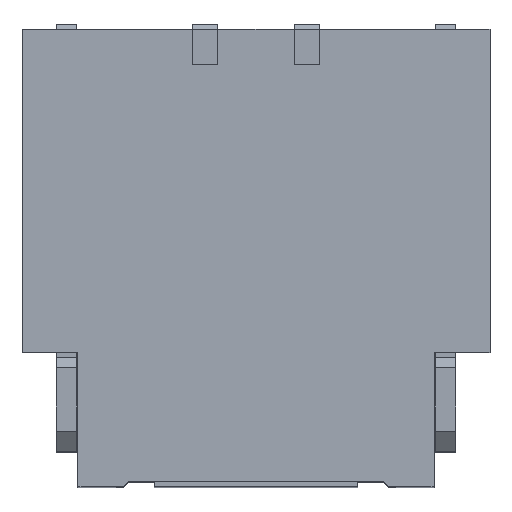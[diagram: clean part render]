
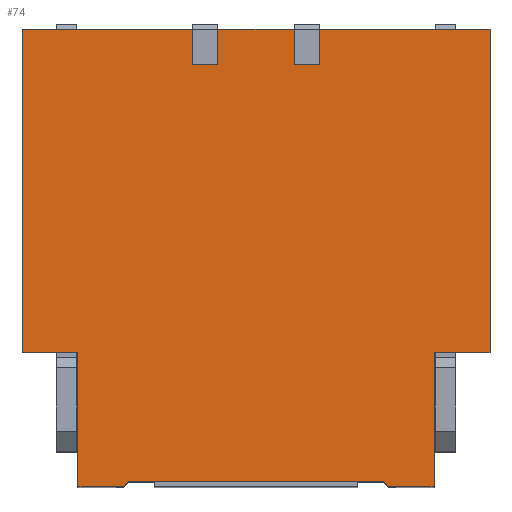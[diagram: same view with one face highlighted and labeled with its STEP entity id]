
A CAD part, top view. The second image highlights one B-rep face of the part: STEP entity #74.
In plain terms, the highlighted planar face has unit normal (0, 0, 1).
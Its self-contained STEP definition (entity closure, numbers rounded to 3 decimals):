
#74=ADVANCED_FACE('',(#272),#273,.T.);
#272=FACE_OUTER_BOUND('',#645,.T.);
#273=PLANE('',#646);
#645=EDGE_LOOP('',(#1153,#1154,#1155,#1156,#1157,#1158,#1159,#1160,#1161,#1162,#1163,#1164,#1165,#1166,#1167,#1168,#1169,#1170,#1171,#1172));
#646=AXIS2_PLACEMENT_3D('',#1173,#1174,#1175);
#1153=ORIENTED_EDGE('',*,*,#2673,.F.);
#1154=ORIENTED_EDGE('',*,*,#2674,.T.);
#1155=ORIENTED_EDGE('',*,*,#2675,.F.);
#1156=ORIENTED_EDGE('',*,*,#2668,.F.);
#1157=ORIENTED_EDGE('',*,*,#2676,.F.);
#1158=ORIENTED_EDGE('',*,*,#2677,.F.);
#1159=ORIENTED_EDGE('',*,*,#2641,.F.);
#1160=ORIENTED_EDGE('',*,*,#2659,.T.);
#1161=ORIENTED_EDGE('',*,*,#2678,.F.);
#1162=ORIENTED_EDGE('',*,*,#2679,.T.);
#1163=ORIENTED_EDGE('',*,*,#2680,.T.);
#1164=ORIENTED_EDGE('',*,*,#2655,.T.);
#1165=ORIENTED_EDGE('',*,*,#2681,.F.);
#1166=ORIENTED_EDGE('',*,*,#2682,.T.);
#1167=ORIENTED_EDGE('',*,*,#2683,.T.);
#1168=ORIENTED_EDGE('',*,*,#2651,.T.);
#1169=ORIENTED_EDGE('',*,*,#2620,.T.);
#1170=ORIENTED_EDGE('',*,*,#2599,.F.);
#1171=ORIENTED_EDGE('',*,*,#2684,.F.);
#1172=ORIENTED_EDGE('',*,*,#2592,.F.);
#1173=CARTESIAN_POINT('',(4.6,12.9,10.5));
#1174=DIRECTION('',(0.0,0.0,1.0));
#1175=DIRECTION('',(1.0,0.0,0.0));
#2592=EDGE_CURVE('',#3129,#3131,#3132,.T.);
#2599=EDGE_CURVE('',#3143,#3145,#3146,.T.);
#2620=EDGE_CURVE('',#3184,#3145,#3185,.T.);
#2641=EDGE_CURVE('',#3220,#3222,#3223,.T.);
#2651=EDGE_CURVE('',#3239,#3184,#3240,.T.);
#2655=EDGE_CURVE('',#3247,#3245,#3248,.T.);
#2659=EDGE_CURVE('',#3220,#3253,#3255,.T.);
#2668=EDGE_CURVE('',#3268,#3270,#3271,.T.);
#2673=EDGE_CURVE('',#3279,#3129,#3280,.T.);
#2674=EDGE_CURVE('',#3279,#3281,#3282,.T.);
#2675=EDGE_CURVE('',#3270,#3281,#3283,.T.);
#2676=EDGE_CURVE('',#3284,#3268,#3285,.T.);
#2677=EDGE_CURVE('',#3222,#3284,#3286,.T.);
#2678=EDGE_CURVE('',#3287,#3253,#3288,.T.);
#2679=EDGE_CURVE('',#3287,#3289,#3290,.T.);
#2680=EDGE_CURVE('',#3289,#3247,#3291,.T.);
#2681=EDGE_CURVE('',#3292,#3245,#3293,.T.);
#2682=EDGE_CURVE('',#3292,#3294,#3295,.T.);
#2683=EDGE_CURVE('',#3294,#3239,#3296,.T.);
#2684=EDGE_CURVE('',#3131,#3143,#3297,.T.);
#3129=VERTEX_POINT('',#4008);
#3131=VERTEX_POINT('',#4011);
#3132=LINE('',#4012,#4013);
#3143=VERTEX_POINT('',#4029);
#3145=VERTEX_POINT('',#4032);
#3146=LINE('',#4033,#4034);
#3184=VERTEX_POINT('',#4092);
#3185=LINE('',#4093,#4094);
#3220=VERTEX_POINT('',#4148);
#3222=VERTEX_POINT('',#4151);
#3223=LINE('',#4152,#4153);
#3239=VERTEX_POINT('',#4178);
#3240=LINE('',#4179,#4180);
#3245=VERTEX_POINT('',#4187);
#3247=VERTEX_POINT('',#4190);
#3248=LINE('',#4191,#4192);
#3253=VERTEX_POINT('',#4199);
#3255=LINE('',#4202,#4203);
#3268=VERTEX_POINT('',#4223);
#3270=VERTEX_POINT('',#4226);
#3271=LINE('',#4227,#4228);
#3279=VERTEX_POINT('',#4240);
#3280=LINE('',#4241,#4242);
#3281=VERTEX_POINT('',#4243);
#3282=LINE('',#4244,#4245);
#3283=LINE('',#4246,#4247);
#3284=VERTEX_POINT('',#4248);
#3285=LINE('',#4249,#4250);
#3286=LINE('',#4251,#4252);
#3287=VERTEX_POINT('',#4253);
#3288=LINE('',#4254,#4255);
#3289=VERTEX_POINT('',#4256);
#3290=LINE('',#4257,#4258);
#3291=LINE('',#4259,#4260);
#3292=VERTEX_POINT('',#4261);
#3293=LINE('',#4262,#4263);
#3294=VERTEX_POINT('',#4264);
#3295=LINE('',#4265,#4266);
#3296=LINE('',#4267,#4268);
#3297=LINE('',#4269,#4270);
#4008=CARTESIAN_POINT('',(-2.6,3.9,10.5));
#4011=CARTESIAN_POINT('',(-3.5,3.9,10.5));
#4012=CARTESIAN_POINT('',(4.6,3.9,10.5));
#4013=VECTOR('',#5311,1.0);
#4029=CARTESIAN_POINT('',(-3.5,6.55,10.5));
#4032=CARTESIAN_POINT('',(-4.6,6.55,10.5));
#4033=CARTESIAN_POINT('',(-3.5,6.55,10.5));
#4034=VECTOR('',#5318,1.0);
#4092=CARTESIAN_POINT('',(-4.6,12.9,10.5));
#4093=CARTESIAN_POINT('',(-4.6,12.9,10.5));
#4094=VECTOR('',#5339,1.0);
#4148=CARTESIAN_POINT('',(4.6,12.9,10.5));
#4151=CARTESIAN_POINT('',(4.6,6.55,10.5));
#4152=CARTESIAN_POINT('',(4.6,12.9,10.5));
#4153=VECTOR('',#5360,1.0);
#4178=CARTESIAN_POINT('',(-1.25,12.9,10.5));
#4179=CARTESIAN_POINT('',(4.6,12.9,10.5));
#4180=VECTOR('',#5370,1.0);
#4187=CARTESIAN_POINT('',(-0.75,12.9,10.5));
#4190=CARTESIAN_POINT('',(0.75,12.9,10.5));
#4191=CARTESIAN_POINT('',(4.6,12.9,10.5));
#4192=VECTOR('',#5374,1.0);
#4199=CARTESIAN_POINT('',(1.25,12.9,10.5));
#4202=CARTESIAN_POINT('',(4.6,12.9,10.5));
#4203=VECTOR('',#5378,1.0);
#4223=CARTESIAN_POINT('',(3.5,3.9,10.5));
#4226=CARTESIAN_POINT('',(2.6,3.9,10.5));
#4227=CARTESIAN_POINT('',(4.6,3.9,10.5));
#4228=VECTOR('',#5387,1.0);
#4240=CARTESIAN_POINT('',(-2.5,4.0,10.5));
#4241=CARTESIAN_POINT('',(-2.5,4.0,10.5));
#4242=VECTOR('',#5392,1.0);
#4243=CARTESIAN_POINT('',(2.5,4.0,10.5));
#4244=CARTESIAN_POINT('',(2.5,4.0,10.5));
#4245=VECTOR('',#5393,1.0);
#4246=CARTESIAN_POINT('',(2.6,3.9,10.5));
#4247=VECTOR('',#5394,1.0);
#4248=CARTESIAN_POINT('',(3.5,6.55,10.5));
#4249=CARTESIAN_POINT('',(3.5,6.55,10.5));
#4250=VECTOR('',#5395,1.0);
#4251=CARTESIAN_POINT('',(4.6,6.55,10.5));
#4252=VECTOR('',#5396,1.0);
#4253=CARTESIAN_POINT('',(1.25,12.2,10.5));
#4254=CARTESIAN_POINT('',(1.25,12.9,10.5));
#4255=VECTOR('',#5397,1.0);
#4256=CARTESIAN_POINT('',(0.75,12.2,10.5));
#4257=CARTESIAN_POINT('',(4.6,12.2,10.5));
#4258=VECTOR('',#5398,1.0);
#4259=CARTESIAN_POINT('',(0.75,12.9,10.5));
#4260=VECTOR('',#5399,1.0);
#4261=CARTESIAN_POINT('',(-0.75,12.2,10.5));
#4262=CARTESIAN_POINT('',(-0.75,12.9,10.5));
#4263=VECTOR('',#5400,1.0);
#4264=CARTESIAN_POINT('',(-1.25,12.2,10.5));
#4265=CARTESIAN_POINT('',(4.6,12.2,10.5));
#4266=VECTOR('',#5401,1.0);
#4267=CARTESIAN_POINT('',(-1.25,12.9,10.5));
#4268=VECTOR('',#5402,1.0);
#4269=CARTESIAN_POINT('',(-3.5,3.9,10.5));
#4270=VECTOR('',#5403,1.0);
#5311=DIRECTION('',(-1.0,0.0,0.0));
#5318=DIRECTION('',(-1.0,0.0,0.0));
#5339=DIRECTION('',(0.0,-1.0,0.0));
#5360=DIRECTION('',(0.0,-1.0,0.0));
#5370=DIRECTION('',(-1.0,0.0,0.0));
#5374=DIRECTION('',(-1.0,0.0,0.0));
#5378=DIRECTION('',(-1.0,0.0,0.0));
#5387=DIRECTION('',(-1.0,0.0,0.0));
#5392=DIRECTION('',(-0.707,-0.707,0.0));
#5393=DIRECTION('',(1.0,0.0,0.0));
#5394=DIRECTION('',(-0.707,0.707,0.0));
#5395=DIRECTION('',(0.0,-1.0,0.0));
#5396=DIRECTION('',(-1.0,0.0,0.0));
#5397=DIRECTION('',(0.0,1.0,0.0));
#5398=DIRECTION('',(-1.0,0.0,0.0));
#5399=DIRECTION('',(0.0,1.0,0.0));
#5400=DIRECTION('',(0.0,1.0,0.0));
#5401=DIRECTION('',(-1.0,0.0,0.0));
#5402=DIRECTION('',(0.0,1.0,0.0));
#5403=DIRECTION('',(0.0,1.0,0.0));
